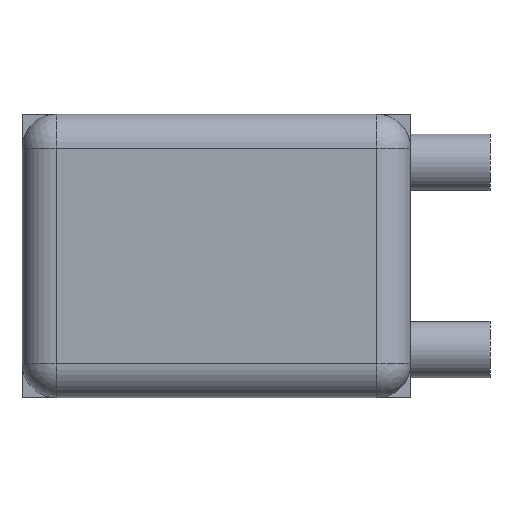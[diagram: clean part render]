
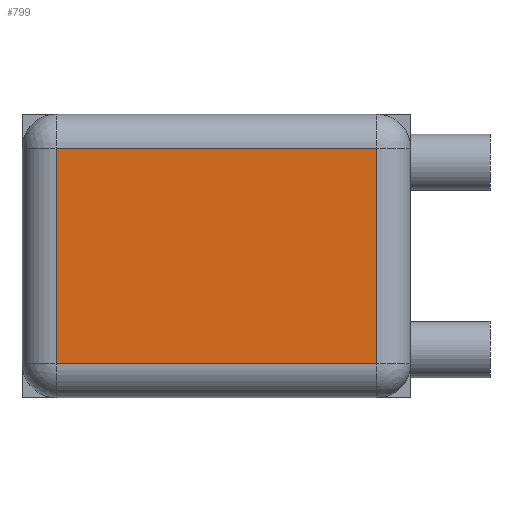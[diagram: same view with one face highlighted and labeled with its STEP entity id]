
A CAD part, left-side view. The second image highlights one B-rep face of the part: STEP entity #799.
In plain terms, the highlighted planar face has unit normal (-1, 0, 0).
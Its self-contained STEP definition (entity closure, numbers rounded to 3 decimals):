
#47=PLANE('',#900);
#105=LINE('',#1450,#165);
#106=LINE('',#1452,#166);
#107=LINE('',#1454,#167);
#108=LINE('',#1455,#168);
#165=VECTOR('',#1124,11.3);
#166=VECTOR('',#1125,7.6);
#167=VECTOR('',#1126,11.3);
#168=VECTOR('',#1127,7.6);
#221=FACE_OUTER_BOUND('',#275,.T.);
#275=EDGE_LOOP('',(#701,#702,#703,#704));
#413=VERTEX_POINT('',#1448);
#414=VERTEX_POINT('',#1449);
#415=VERTEX_POINT('',#1451);
#416=VERTEX_POINT('',#1453);
#511=EDGE_CURVE('',#413,#414,#105,.T.);
#512=EDGE_CURVE('',#414,#415,#106,.T.);
#513=EDGE_CURVE('',#415,#416,#107,.T.);
#514=EDGE_CURVE('',#416,#413,#108,.T.);
#701=ORIENTED_EDGE('',*,*,#511,.T.);
#702=ORIENTED_EDGE('',*,*,#512,.T.);
#703=ORIENTED_EDGE('',*,*,#513,.T.);
#704=ORIENTED_EDGE('',*,*,#514,.T.);
#799=ADVANCED_FACE('',(#221),#47,.T.);
#900=AXIS2_PLACEMENT_3D('',#1447,#1122,#1123);
#1122=DIRECTION('center_axis',(-1.,0.,0.));
#1123=DIRECTION('ref_axis',(0.,0.,1.));
#1124=DIRECTION('',(0.,1.,0.));
#1125=DIRECTION('',(0.,0.,-1.));
#1126=DIRECTION('',(0.,-1.,0.));
#1127=DIRECTION('',(0.,0.,1.));
#1447=CARTESIAN_POINT('Origin',(-27.,0.,-5.));
#1448=CARTESIAN_POINT('',(-27.,1.2,3.8));
#1449=CARTESIAN_POINT('',(-27.,12.5,3.8));
#1450=CARTESIAN_POINT('',(-27.,1.2,3.8));
#1451=CARTESIAN_POINT('',(-27.,12.5,-3.8));
#1452=CARTESIAN_POINT('',(-27.,12.5,3.8));
#1453=CARTESIAN_POINT('',(-27.,1.2,-3.8));
#1454=CARTESIAN_POINT('',(-27.,12.5,-3.8));
#1455=CARTESIAN_POINT('',(-27.,1.2,-3.8));
